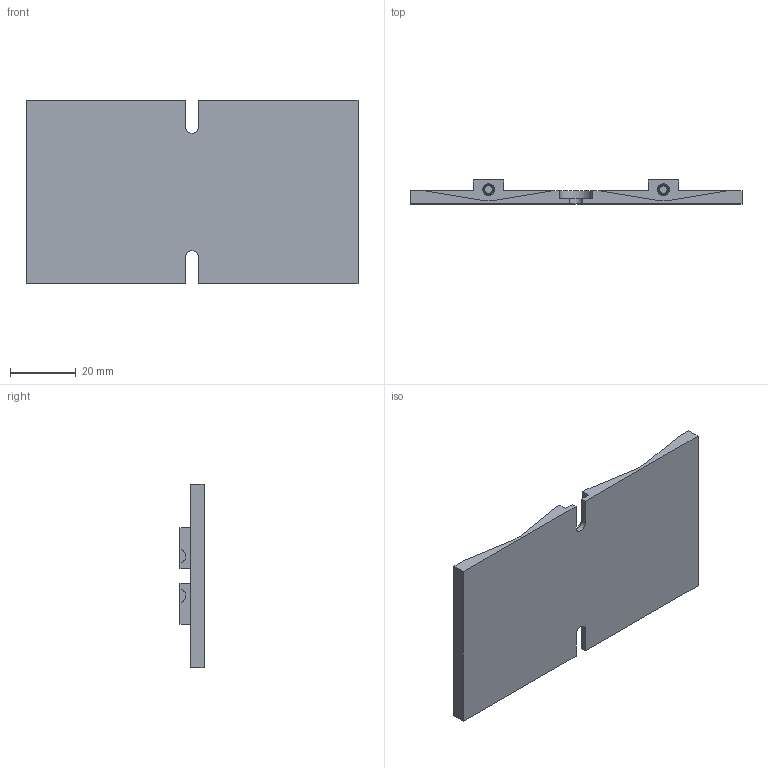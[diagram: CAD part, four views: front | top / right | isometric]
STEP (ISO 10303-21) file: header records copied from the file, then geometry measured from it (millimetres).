
FILE_DESCRIPTION(/* description */ (''),/* implementation_level */ '2;1');
FILE_NAME(/* name */ 'translationalstage_top_mk1.stp',/* time_stamp */ '2024-10-03T11:18:07+02:00',/* author */ ('Rik'),/* organization */ (''),/* preprocessor_version */ 'ST-DEVELOPER v19.2',/* originating_system */ 'Autodesk Inventor 2024',/* authorisation */ '');
FILE_SCHEMA (('AUTOMOTIVE_DESIGN { 1 0 10303 214 3 1 1 }'));
Length unit declared in the file: millimetre
Products named in the file (1): translationalstages_translationalstagetop_mk1
Bounding box: 101 x 7.32 x 55.78 mm (x, y, z)
Volume: 19794.9 mm3; surface area: 13363.4 mm2
Topology: 1 solids, 1 shells, 118 faces, 328 edges, 216 vertices
Faces by surface type: plane 62, cylinder 36, bspline 12, cone 8
Full cylindrical faces by diameter (mm): 3.08 x20
Entity records: 28827 total; most frequent: CARTESIAN_POINT 25803, ORIENTED_EDGE 656, DIRECTION 490, EDGE_CURVE 328, VERTEX_POINT 216, LINE 196, VECTOR 196, AXIS2_PLACEMENT_3D 147
